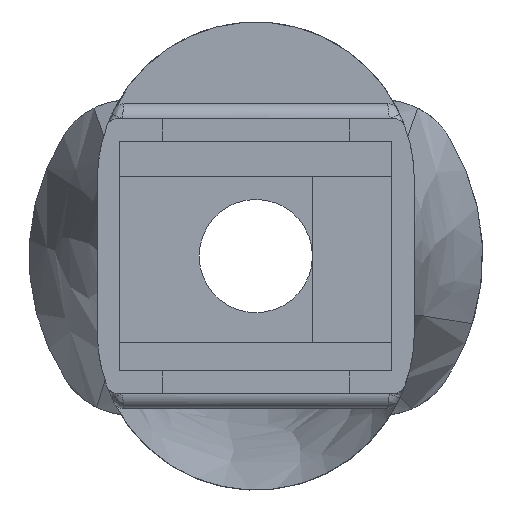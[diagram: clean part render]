
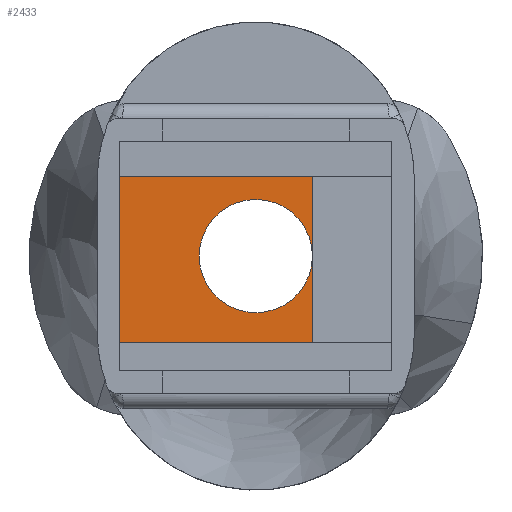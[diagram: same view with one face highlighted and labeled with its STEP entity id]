
A CAD part, front view. The second image highlights one B-rep face of the part: STEP entity #2433.
In plain terms, the highlighted planar face has unit normal (0, -1, 0).
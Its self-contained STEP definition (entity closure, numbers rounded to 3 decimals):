
#219=CIRCLE('',#2600,7.5);
#220=CIRCLE('',#2601,7.5);
#340=FACE_OUTER_BOUND('',#471,.T.);
#471=EDGE_LOOP('',(#1813,#1814,#1815,#1816,#1817,#1818,#1819));
#587=LINE('',#3382,#791);
#659=LINE('',#4312,#863);
#660=LINE('',#4314,#864);
#661=LINE('',#4316,#865);
#662=LINE('',#4317,#866);
#791=VECTOR('',#2752,10.);
#863=VECTOR('',#2968,10.);
#864=VECTOR('',#2969,10.);
#865=VECTOR('',#2970,10.);
#866=VECTOR('',#2971,10.);
#995=VERTEX_POINT('',#3380);
#996=VERTEX_POINT('',#3381);
#1082=VERTEX_POINT('',#4277);
#1083=VERTEX_POINT('',#4278);
#1095=VERTEX_POINT('',#4313);
#1096=VERTEX_POINT('',#4315);
#1235=EDGE_CURVE('',#995,#996,#587,.T.);
#1355=EDGE_CURVE('',#1082,#1083,#219,.T.);
#1357=EDGE_CURVE('',#1083,#1082,#220,.T.);
#1372=EDGE_CURVE('',#996,#1082,#659,.T.);
#1373=EDGE_CURVE('',#1095,#995,#660,.T.);
#1374=EDGE_CURVE('',#1096,#1095,#661,.T.);
#1375=EDGE_CURVE('',#1082,#1096,#662,.T.);
#1813=ORIENTED_EDGE('',*,*,#1355,.F.);
#1814=ORIENTED_EDGE('',*,*,#1372,.F.);
#1815=ORIENTED_EDGE('',*,*,#1235,.F.);
#1816=ORIENTED_EDGE('',*,*,#1373,.F.);
#1817=ORIENTED_EDGE('',*,*,#1374,.F.);
#1818=ORIENTED_EDGE('',*,*,#1375,.F.);
#1819=ORIENTED_EDGE('',*,*,#1357,.F.);
#2355=PLANE('',#2608);
#2433=ADVANCED_FACE('',(#340),#2355,.F.);
#2600=AXIS2_PLACEMENT_3D('',#4279,#2937,#2938);
#2601=AXIS2_PLACEMENT_3D('',#4281,#2940,#2941);
#2608=AXIS2_PLACEMENT_3D('',#4311,#2966,#2967);
#2752=DIRECTION('',(1.,0.,0.));
#2937=DIRECTION('center_axis',(0.,-1.,0.));
#2938=DIRECTION('ref_axis',(1.,0.,0.));
#2940=DIRECTION('center_axis',(0.,-1.,0.));
#2941=DIRECTION('ref_axis',(1.,0.,0.));
#2966=DIRECTION('center_axis',(0.,1.,0.));
#2967=DIRECTION('ref_axis',(0.,0.,1.));
#2968=DIRECTION('',(0.,0.,-1.));
#2969=DIRECTION('',(0.,0.,1.));
#2970=DIRECTION('',(-1.,0.,0.));
#2971=DIRECTION('',(0.,0.,-1.));
#3380=CARTESIAN_POINT('',(-18.,-98.,10.5));
#3381=CARTESIAN_POINT('',(7.5,-98.,10.5));
#3382=CARTESIAN_POINT('',(2.625,-98.,10.5));
#4277=CARTESIAN_POINT('',(7.5,-98.,0.));
#4278=CARTESIAN_POINT('',(-7.5,-98.,0.));
#4279=CARTESIAN_POINT('Origin',(0.,-98.,0.));
#4281=CARTESIAN_POINT('Origin',(0.,-98.,0.));
#4311=CARTESIAN_POINT('Origin',(0.,-98.,-0.5));
#4312=CARTESIAN_POINT('',(7.5,-98.,-11.5));
#4313=CARTESIAN_POINT('',(-18.,-98.,-11.5));
#4314=CARTESIAN_POINT('',(-18.,-98.,10.5));
#4315=CARTESIAN_POINT('',(7.5,-98.,-11.5));
#4316=CARTESIAN_POINT('',(-15.375,-98.,-11.5));
#4317=CARTESIAN_POINT('',(7.5,-98.,-11.5));
